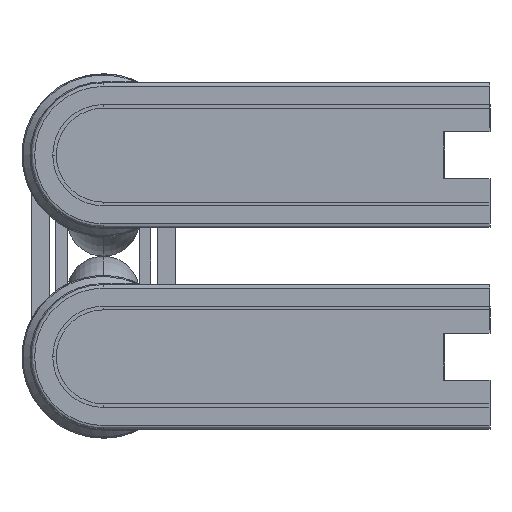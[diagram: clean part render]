
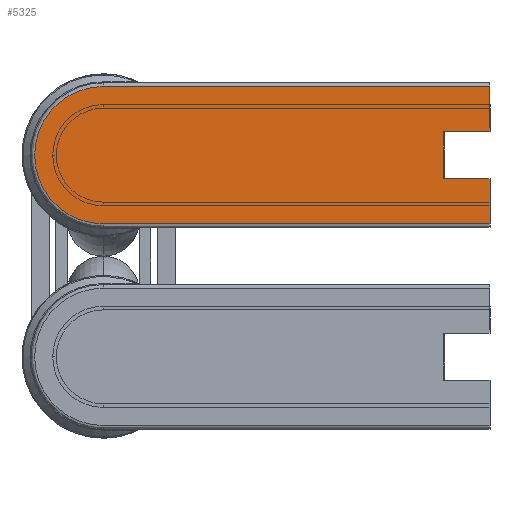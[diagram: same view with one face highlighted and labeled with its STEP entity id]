
A CAD part, left-side view. The second image highlights one B-rep face of the part: STEP entity #5325.
In plain terms, the highlighted face is planar.
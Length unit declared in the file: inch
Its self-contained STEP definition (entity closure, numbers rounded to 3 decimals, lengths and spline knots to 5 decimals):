
#126 = EDGE_CURVE ( 'NONE', #6848, #511, #3628, .T. ) ;
#228 = DIRECTION ( 'NONE',  ( 1., 0., 0. ) ) ;
#270 = ORIENTED_EDGE ( 'NONE', *, *, #3109, .T. ) ;
#511 = VERTEX_POINT ( 'NONE', #2148 ) ;
#587 = AXIS2_PLACEMENT_3D ( 'NONE', #3556, #9461, #4323 ) ;
#1022 = VECTOR ( 'NONE', #9310, 39.37008 ) ;
#1076 = LINE ( 'NONE', #9197, #1022 ) ;
#1323 = VERTEX_POINT ( 'NONE', #5344 ) ;
#1381 = ORIENTED_EDGE ( 'NONE', *, *, #2299, .F. ) ;
#1556 = VERTEX_POINT ( 'NONE', #4018 ) ;
#1619 = CIRCLE ( 'NONE', #587, 0.095 ) ;
#1651 = FACE_OUTER_BOUND ( 'NONE', #6416, .T. ) ;
#1870 = DIRECTION ( 'NONE',  ( 0., 1., 0. ) ) ;
#1903 = CARTESIAN_POINT ( 'NONE',  ( -0.535, -0.0325, 0. ) ) ;
#2148 = CARTESIAN_POINT ( 'NONE',  ( -0.47, -0.0325, 0. ) ) ;
#2245 = EDGE_CURVE ( 'NONE', #10165, #1323, #9018, .T. ) ;
#2299 = EDGE_CURVE ( 'NONE', #511, #2854, #9386, .T. ) ;
#2381 = LINE ( 'NONE', #5583, #6508 ) ;
#2520 = CARTESIAN_POINT ( 'NONE',  ( 0., 0.095, 0. ) ) ;
#2854 = VERTEX_POINT ( 'NONE', #9847 ) ;
#2942 = VERTEX_POINT ( 'NONE', #3286 ) ;
#3061 = VECTOR ( 'NONE', #7892, 39.37008 ) ;
#3109 = EDGE_CURVE ( 'NONE', #2942, #7758, #1619, .T. ) ;
#3286 = CARTESIAN_POINT ( 'NONE',  ( 0., -0.095, 0. ) ) ;
#3335 = CARTESIAN_POINT ( 'NONE',  ( 0.095, 0., 0. ) ) ;
#3387 = DIRECTION ( 'NONE',  ( 1., 0., 0. ) ) ;
#3389 = DIRECTION ( 'NONE',  ( -1., 0., 0. ) ) ;
#3468 = CARTESIAN_POINT ( 'NONE',  ( -0.535, -0.0325, 0. ) ) ;
#3556 = CARTESIAN_POINT ( 'NONE',  ( 0., 0., 0. ) ) ;
#3628 = LINE ( 'NONE', #3468, #7715 ) ;
#3828 = DIRECTION ( 'NONE',  ( 0., -1., 0. ) ) ;
#4018 = CARTESIAN_POINT ( 'NONE',  ( -0.535, -0.095, 0. ) ) ;
#4323 = DIRECTION ( 'NONE',  ( 1., 0., 0. ) ) ;
#4454 = VECTOR ( 'NONE', #7386, 39.37008 ) ;
#4648 = CARTESIAN_POINT ( 'NONE',  ( 0., 0., 0. ) ) ;
#4650 = ORIENTED_EDGE ( 'NONE', *, *, #7385, .T. ) ;
#4732 = LINE ( 'NONE', #7278, #4454 ) ;
#4838 = EDGE_CURVE ( 'NONE', #1323, #5084, #2381, .T. ) ;
#4883 = ORIENTED_EDGE ( 'NONE', *, *, #126, .F. ) ;
#5084 = VERTEX_POINT ( 'NONE', #7125 ) ;
#5325 = ADVANCED_FACE ( 'NONE', ( #1651 ), #7455, .T. ) ;
#5344 = CARTESIAN_POINT ( 'NONE',  ( -0.535, 0.095, 0. ) ) ;
#5378 = EDGE_CURVE ( 'NONE', #2854, #5084, #1076, .T. ) ;
#5583 = CARTESIAN_POINT ( 'NONE',  ( -0.535, 0., 0. ) ) ;
#5689 = DIRECTION ( 'NONE',  ( 1., 0., 0. ) ) ;
#5734 = DIRECTION ( 'NONE',  ( 0., 0., 1. ) ) ;
#6119 = LINE ( 'NONE', #6972, #3061 ) ;
#6416 = EDGE_LOOP ( 'NONE', ( #4650, #10615, #270, #7449, #7000, #9872, #9613, #1381, #4883 ) ) ;
#6508 = VECTOR ( 'NONE', #3828, 39.37008 ) ;
#6752 = CARTESIAN_POINT ( 'NONE',  ( 0., 0., 0. ) ) ;
#6848 = VERTEX_POINT ( 'NONE', #1903 ) ;
#6972 = CARTESIAN_POINT ( 'NONE',  ( -0.535, 0., 0. ) ) ;
#7000 = ORIENTED_EDGE ( 'NONE', *, *, #2245, .T. ) ;
#7125 = CARTESIAN_POINT ( 'NONE',  ( -0.535, 0.0325, 0. ) ) ;
#7229 = AXIS2_PLACEMENT_3D ( 'NONE', #4648, #7997, #5689 ) ;
#7278 = CARTESIAN_POINT ( 'NONE',  ( 0., -0.095, 0. ) ) ;
#7385 = EDGE_CURVE ( 'NONE', #6848, #1556, #6119, .T. ) ;
#7386 = DIRECTION ( 'NONE',  ( 1., 0., 0. ) ) ;
#7397 = VECTOR ( 'NONE', #1870, 39.37008 ) ;
#7449 = ORIENTED_EDGE ( 'NONE', *, *, #7541, .T. ) ;
#7455 = PLANE ( 'NONE',  #9142 ) ;
#7541 = EDGE_CURVE ( 'NONE', #7758, #10165, #7741, .T. ) ;
#7715 = VECTOR ( 'NONE', #228, 39.37008 ) ;
#7741 = CIRCLE ( 'NONE', #7229, 0.095 ) ;
#7758 = VERTEX_POINT ( 'NONE', #3335 ) ;
#7892 = DIRECTION ( 'NONE',  ( 0., -1., 0. ) ) ;
#7997 = DIRECTION ( 'NONE',  ( 0., 0., 1. ) ) ;
#8002 = EDGE_CURVE ( 'NONE', #1556, #2942, #4732, .T. ) ;
#9018 = LINE ( 'NONE', #2520, #9988 ) ;
#9142 = AXIS2_PLACEMENT_3D ( 'NONE', #6752, #5734, #3387 ) ;
#9197 = CARTESIAN_POINT ( 'NONE',  ( -0.535, 0.0325, 0. ) ) ;
#9232 = CARTESIAN_POINT ( 'NONE',  ( -0.47, 0.0325, 0. ) ) ;
#9310 = DIRECTION ( 'NONE',  ( -1., 0., 0. ) ) ;
#9386 = LINE ( 'NONE', #9232, #7397 ) ;
#9461 = DIRECTION ( 'NONE',  ( 0., 0., 1. ) ) ;
#9613 = ORIENTED_EDGE ( 'NONE', *, *, #5378, .F. ) ;
#9758 = CARTESIAN_POINT ( 'NONE',  ( 0., 0.095, 0. ) ) ;
#9847 = CARTESIAN_POINT ( 'NONE',  ( -0.47, 0.0325, 0. ) ) ;
#9872 = ORIENTED_EDGE ( 'NONE', *, *, #4838, .T. ) ;
#9988 = VECTOR ( 'NONE', #3389, 39.37008 ) ;
#10165 = VERTEX_POINT ( 'NONE', #9758 ) ;
#10615 = ORIENTED_EDGE ( 'NONE', *, *, #8002, .T. ) ;
